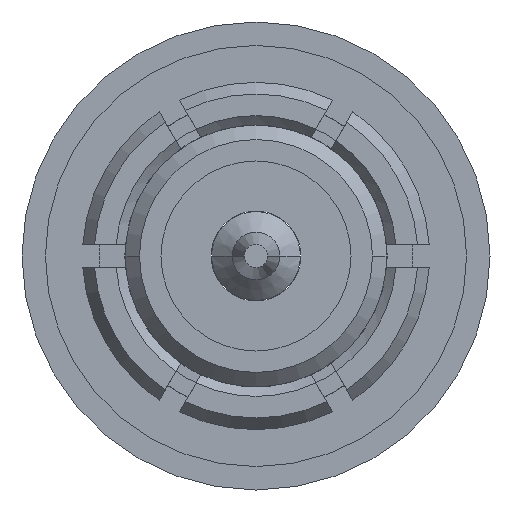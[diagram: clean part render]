
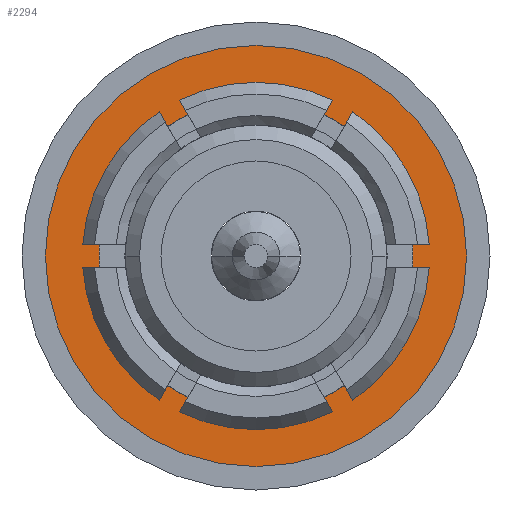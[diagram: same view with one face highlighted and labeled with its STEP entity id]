
A CAD part, left-side view. The second image highlights one B-rep face of the part: STEP entity #2294.
In plain terms, the highlighted planar face has unit normal (-1, 0, 0).
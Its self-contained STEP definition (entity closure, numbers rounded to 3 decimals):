
#276=CARTESIAN_POINT('',(-11.,0.,0.));
#277=DIRECTION('',(-1.,0.,0.));
#278=DIRECTION('',(0.,1.,0.));
#279=AXIS2_PLACEMENT_3D('',#276,#277,#278);
#858=CARTESIAN_POINT('',(-11.,0.,0.));
#859=DIRECTION('',(1.,0.,0.));
#860=DIRECTION('',(0.,1.,0.));
#861=AXIS2_PLACEMENT_3D('',#858,#859,#860);
#981=CARTESIAN_POINT('',(-11.,0.,0.));
#982=DIRECTION('',(-1.,0.,0.));
#983=DIRECTION('',(0.,1.,0.));
#984=AXIS2_PLACEMENT_3D('',#981,#982,#983);
#986=CARTESIAN_POINT('',(-11.,0.,0.));
#987=DIRECTION('',(1.,0.,0.));
#988=DIRECTION('',(0.,1.,0.));
#989=AXIS2_PLACEMENT_3D('',#986,#987,#988);
#1010=CARTESIAN_POINT('',(-11.,2.25,0.));
#1012=VERTEX_POINT('',#1010);
#1014=CARTESIAN_POINT('',(-11.,-2.25,0.));
#1016=VERTEX_POINT('',#1014);
#1021=CARTESIAN_POINT('',(-11.,1.675,0.));
#1022=CARTESIAN_POINT('',(-11.,-1.675,0.));
#1023=VERTEX_POINT('',#1021);
#1024=VERTEX_POINT('',#1022);
#2279=CARTESIAN_POINT('',(-11.,0.,0.));
#2280=DIRECTION('',(-1.,0.,0.));
#2281=DIRECTION('',(0.,1.,0.));
#2282=AXIS2_PLACEMENT_3D('',#2279,#2280,#2281);
#2283=PLANE('',#2282);
#2285=ORIENTED_EDGE('',*,*,#2284,.F.);
#2287=ORIENTED_EDGE('',*,*,#2286,.T.);
#2288=EDGE_LOOP('',(#2285,#2287));
#2289=FACE_OUTER_BOUND('',#2288,.F.);
#2290=ORIENTED_EDGE('',*,*,#2206,.F.);
#2291=ORIENTED_EDGE('',*,*,#1583,.T.);
#2292=EDGE_LOOP('',(#2290,#2291));
#2293=FACE_BOUND('',#2292,.F.);
#280=CIRCLE('',#279,1.675);
#862=CIRCLE('',#861,1.675);
#985=CIRCLE('',#984,2.25);
#990=CIRCLE('',#989,2.25);
#1583=EDGE_CURVE('',#1023,#1024,#280,.T.);
#2206=EDGE_CURVE('',#1023,#1024,#862,.T.);
#2284=EDGE_CURVE('',#1012,#1016,#985,.T.);
#2286=EDGE_CURVE('',#1012,#1016,#990,.T.);
#2294=ADVANCED_FACE('',(#2289,#2293),#2283,.T.);
